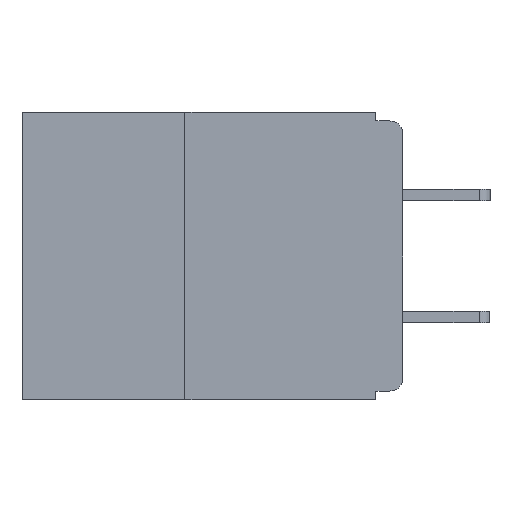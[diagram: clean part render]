
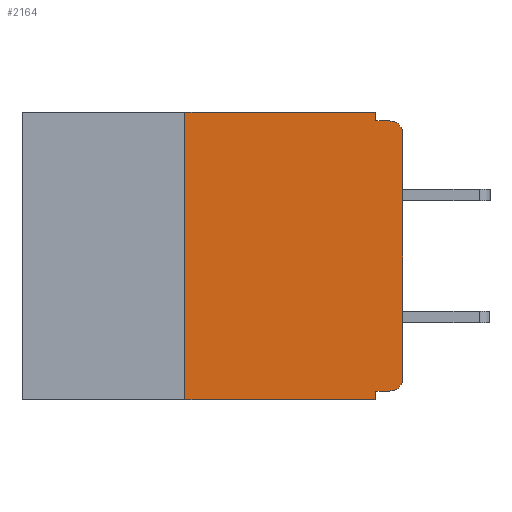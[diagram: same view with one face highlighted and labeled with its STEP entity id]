
A CAD part, left-side view. The second image highlights one B-rep face of the part: STEP entity #2164.
In plain terms, the highlighted planar face has unit normal (-1, 0, 0).
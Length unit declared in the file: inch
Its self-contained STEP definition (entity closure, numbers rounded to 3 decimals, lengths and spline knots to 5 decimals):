
#106 = DIRECTION ( 'NONE',  ( 0., 0., -1. ) ) ;
#848 = DIRECTION ( 'NONE',  ( 0., 0., 1. ) ) ;
#1210 = LINE ( 'NONE', #10058, #7242 ) ;
#1238 = CARTESIAN_POINT ( 'NONE',  ( 0., 0.437, -0.33 ) ) ;
#1289 = DIRECTION ( 'NONE',  ( -1., 0., 0. ) ) ;
#1373 = CARTESIAN_POINT ( 'NONE',  ( 0., 0., -0.025 ) ) ;
#1495 = EDGE_CURVE ( 'NONE', #10369, #6131, #4848, .T. ) ;
#1530 = EDGE_CURVE ( 'NONE', #14057, #10754, #1210, .T. ) ;
#1665 = VERTEX_POINT ( 'NONE', #8573 ) ;
#1787 = DIRECTION ( 'NONE',  ( 0., -1., 0. ) ) ;
#2029 = VECTOR ( 'NONE', #3984, 39.37008 ) ;
#2066 = VECTOR ( 'NONE', #5399, 39.37008 ) ;
#2164 = ADVANCED_FACE ( 'NONE', ( #5386 ), #10795, .F. ) ;
#2682 = LINE ( 'NONE', #3021, #5923 ) ;
#2824 = EDGE_CURVE ( 'NONE', #1665, #14057, #10140, .T. ) ;
#3013 = DIRECTION ( 'NONE',  ( 0., 0., -1. ) ) ;
#3021 = CARTESIAN_POINT ( 'NONE',  ( 0., 0.031, -0.33 ) ) ;
#3034 = EDGE_CURVE ( 'NONE', #7080, #10754, #4028, .T. ) ;
#3150 = DIRECTION ( 'NONE',  ( 0., 0., -1. ) ) ;
#3319 = DIRECTION ( 'NONE',  ( -1., 0., 0. ) ) ;
#3386 = CARTESIAN_POINT ( 'NONE',  ( 0., 0.015, -0.305 ) ) ;
#3450 = VECTOR ( 'NONE', #848, 39.37008 ) ;
#3636 = EDGE_CURVE ( 'NONE', #5397, #9276, #13916, .T. ) ;
#3771 = VERTEX_POINT ( 'NONE', #9152 ) ;
#3772 = CARTESIAN_POINT ( 'NONE',  ( 0., 0.437, 0. ) ) ;
#3791 = ORIENTED_EDGE ( 'NONE', *, *, #9913, .F. ) ;
#3838 = VECTOR ( 'NONE', #106, 39.37008 ) ;
#3871 = ORIENTED_EDGE ( 'NONE', *, *, #3636, .T. ) ;
#3984 = DIRECTION ( 'NONE',  ( 0., -1., 0. ) ) ;
#4028 = CIRCLE ( 'NONE', #13173, 0.015 ) ;
#4153 = CARTESIAN_POINT ( 'NONE',  ( 0., 0., 0. ) ) ;
#4245 = DIRECTION ( 'NONE',  ( 0., 0., -1. ) ) ;
#4270 = CARTESIAN_POINT ( 'NONE',  ( 0., 0.031, -0.33 ) ) ;
#4848 = LINE ( 'NONE', #1238, #10716 ) ;
#4896 = LINE ( 'NONE', #3772, #2029 ) ;
#5019 = ORIENTED_EDGE ( 'NONE', *, *, #15177, .F. ) ;
#5386 = FACE_OUTER_BOUND ( 'NONE', #14566, .T. ) ;
#5397 = VERTEX_POINT ( 'NONE', #9791 ) ;
#5399 = DIRECTION ( 'NONE',  ( 0., 0., 1. ) ) ;
#5923 = VECTOR ( 'NONE', #4245, 39.37008 ) ;
#6131 = VERTEX_POINT ( 'NONE', #4270 ) ;
#6354 = EDGE_CURVE ( 'NONE', #12279, #1665, #4896, .T. ) ;
#6538 = VECTOR ( 'NONE', #12535, 39.37008 ) ;
#6562 = ORIENTED_EDGE ( 'NONE', *, *, #3034, .T. ) ;
#6753 = ORIENTED_EDGE ( 'NONE', *, *, #2824, .F. ) ;
#7080 = VERTEX_POINT ( 'NONE', #1373 ) ;
#7242 = VECTOR ( 'NONE', #1787, 39.37008 ) ;
#7604 = DIRECTION ( 'NONE',  ( 0., -1., 0. ) ) ;
#7699 = ORIENTED_EDGE ( 'NONE', *, *, #6354, .F. ) ;
#7850 = EDGE_CURVE ( 'NONE', #9276, #7080, #14235, .T. ) ;
#7856 = ORIENTED_EDGE ( 'NONE', *, *, #7850, .T. ) ;
#7928 = CARTESIAN_POINT ( 'NONE',  ( 0., 0., -0.32 ) ) ;
#8228 = CARTESIAN_POINT ( 'NONE',  ( 0., 0.437, 0. ) ) ;
#8274 = ORIENTED_EDGE ( 'NONE', *, *, #11848, .F. ) ;
#8573 = CARTESIAN_POINT ( 'NONE',  ( 0., 0.031, 0. ) ) ;
#8950 = CARTESIAN_POINT ( 'NONE',  ( 0., 0.25, 0. ) ) ;
#9050 = CARTESIAN_POINT ( 'NONE',  ( 0., 0.25, -0.33 ) ) ;
#9152 = CARTESIAN_POINT ( 'NONE',  ( 0., 0.031, -0.32 ) ) ;
#9276 = VERTEX_POINT ( 'NONE', #11470 ) ;
#9791 = CARTESIAN_POINT ( 'NONE',  ( 0., 0.015, -0.32 ) ) ;
#9877 = ORIENTED_EDGE ( 'NONE', *, *, #1530, .F. ) ;
#9913 = EDGE_CURVE ( 'NONE', #5397, #3771, #10017, .T. ) ;
#10017 = LINE ( 'NONE', #7928, #6538 ) ;
#10058 = CARTESIAN_POINT ( 'NONE',  ( 0., 0., -0.01 ) ) ;
#10140 = LINE ( 'NONE', #12676, #3838 ) ;
#10369 = VERTEX_POINT ( 'NONE', #9050 ) ;
#10538 = DIRECTION ( 'NONE',  ( 0., 0., -1. ) ) ;
#10597 = DIRECTION ( 'NONE',  ( 1., 0., 0. ) ) ;
#10716 = VECTOR ( 'NONE', #7604, 39.37008 ) ;
#10754 = VERTEX_POINT ( 'NONE', #13033 ) ;
#10795 = PLANE ( 'NONE',  #14031 ) ;
#10819 = CARTESIAN_POINT ( 'NONE',  ( 0., 0.015, -0.025 ) ) ;
#11025 = AXIS2_PLACEMENT_3D ( 'NONE', #3386, #3319, #3150 ) ;
#11219 = CARTESIAN_POINT ( 'NONE',  ( 0., 0.031, -0.01 ) ) ;
#11470 = CARTESIAN_POINT ( 'NONE',  ( 0., 0., -0.305 ) ) ;
#11848 = EDGE_CURVE ( 'NONE', #10369, #12279, #12869, .T. ) ;
#12279 = VERTEX_POINT ( 'NONE', #8950 ) ;
#12535 = DIRECTION ( 'NONE',  ( 0., 1., 0. ) ) ;
#12676 = CARTESIAN_POINT ( 'NONE',  ( 0., 0.031, 0. ) ) ;
#12869 = LINE ( 'NONE', #13846, #3450 ) ;
#13033 = CARTESIAN_POINT ( 'NONE',  ( 0., 0.015, -0.01 ) ) ;
#13173 = AXIS2_PLACEMENT_3D ( 'NONE', #10819, #1289, #10538 ) ;
#13846 = CARTESIAN_POINT ( 'NONE',  ( 0., 0.25, -0.33 ) ) ;
#13916 = CIRCLE ( 'NONE', #11025, 0.015 ) ;
#14031 = AXIS2_PLACEMENT_3D ( 'NONE', #8228, #10597, #3013 ) ;
#14057 = VERTEX_POINT ( 'NONE', #11219 ) ;
#14235 = LINE ( 'NONE', #4153, #2066 ) ;
#14566 = EDGE_LOOP ( 'NONE', ( #7856, #6562, #9877, #6753, #7699, #8274, #14969, #5019, #3791, #3871 ) ) ;
#14969 = ORIENTED_EDGE ( 'NONE', *, *, #1495, .T. ) ;
#15177 = EDGE_CURVE ( 'NONE', #3771, #6131, #2682, .T. ) ;
